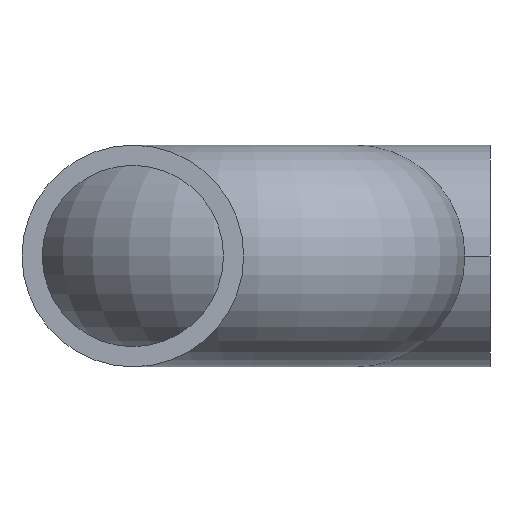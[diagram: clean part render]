
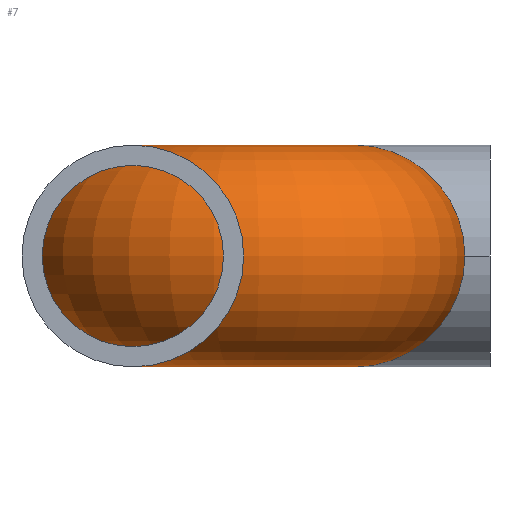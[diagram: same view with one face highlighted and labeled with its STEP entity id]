
A CAD part, front view. The second image highlights one B-rep face of the part: STEP entity #7.
In plain terms, the highlighted toroidal (fillet/blend) face has major radius 45 mm and minor radius 45 mm.
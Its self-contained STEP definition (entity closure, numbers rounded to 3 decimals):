
#3 = DIRECTION ( 'NONE',  ( -1., 0., 0. ) ) ;
#7 = ADVANCED_FACE ( 'NONE', ( #247 ), #296, .T. ) ;
#8 = DIRECTION ( 'NONE',  ( 0., 0., 1. ) ) ;
#29 = AXIS2_PLACEMENT_3D ( 'NONE', #402, #84, #244 ) ;
#36 = CARTESIAN_POINT ( 'NONE',  ( 45., 190., 0. ) ) ;
#37 = CIRCLE ( 'NONE', #29, 45. ) ;
#52 = CARTESIAN_POINT ( 'NONE',  ( 45., 145., 0. ) ) ;
#54 = CARTESIAN_POINT ( 'NONE',  ( 0., 100., 0. ) ) ;
#55 = EDGE_CURVE ( 'NONE', #417, #342, #245, .T. ) ;
#70 = EDGE_LOOP ( 'NONE', ( #231, #207, #161, #157, #242 ) ) ;
#74 = EDGE_CURVE ( 'NONE', #342, #394, #214, .T. ) ;
#84 = DIRECTION ( 'NONE',  ( 0., 1., 0. ) ) ;
#97 = EDGE_CURVE ( 'NONE', #191, #417, #188, .T. ) ;
#103 = DIRECTION ( 'NONE',  ( 0., 0., 1. ) ) ;
#104 = CARTESIAN_POINT ( 'NONE',  ( 0., 100., -45. ) ) ;
#124 = CARTESIAN_POINT ( 'NONE',  ( 0., 100., 45. ) ) ;
#128 = EDGE_CURVE ( 'NONE', #394, #342, #180, .T. ) ;
#157 = ORIENTED_EDGE ( 'NONE', *, *, #55, .T. ) ;
#161 = ORIENTED_EDGE ( 'NONE', *, *, #97, .T. ) ;
#174 = AXIS2_PLACEMENT_3D ( 'NONE', #297, #413, #103 ) ;
#180 = CIRCLE ( 'NONE', #174, 45. ) ;
#182 = AXIS2_PLACEMENT_3D ( 'NONE', #54, #219, #356 ) ;
#188 = CIRCLE ( 'NONE', #182, 45. ) ;
#191 = VERTEX_POINT ( 'NONE', #104 ) ;
#206 = AXIS2_PLACEMENT_3D ( 'NONE', #52, #217, #354 ) ;
#207 = ORIENTED_EDGE ( 'NONE', *, *, #430, .T. ) ;
#210 = CARTESIAN_POINT ( 'NONE',  ( 45., 100., 0. ) ) ;
#214 = CIRCLE ( 'NONE', #206, 45. ) ;
#215 = CARTESIAN_POINT ( 'NONE',  ( 0., 100., 0. ) ) ;
#217 = DIRECTION ( 'NONE',  ( 1., 0., 0. ) ) ;
#219 = DIRECTION ( 'NONE',  ( 0., 1., 0. ) ) ;
#231 = ORIENTED_EDGE ( 'NONE', *, *, #74, .F. ) ;
#236 = AXIS2_PLACEMENT_3D ( 'NONE', #215, #352, #8 ) ;
#242 = ORIENTED_EDGE ( 'NONE', *, *, #128, .F. ) ;
#244 = DIRECTION ( 'NONE',  ( 0., 0., 1. ) ) ;
#245 = CIRCLE ( 'NONE', #236, 45. ) ;
#247 = FACE_OUTER_BOUND ( 'NONE', #70, .T. ) ;
#294 = AXIS2_PLACEMENT_3D ( 'NONE', #210, #347, #3 ) ;
#296 = TOROIDAL_SURFACE ( 'NONE', #294, 45., 45. ) ;
#297 = CARTESIAN_POINT ( 'NONE',  ( 45., 145., 0. ) ) ;
#342 = VERTEX_POINT ( 'NONE', #368 ) ;
#347 = DIRECTION ( 'NONE',  ( 0., 0., -1. ) ) ;
#352 = DIRECTION ( 'NONE',  ( 0., 1., 0. ) ) ;
#354 = DIRECTION ( 'NONE',  ( 0., 0., 1. ) ) ;
#356 = DIRECTION ( 'NONE',  ( 0., 0., 1. ) ) ;
#368 = CARTESIAN_POINT ( 'NONE',  ( 45., 100., 0. ) ) ;
#394 = VERTEX_POINT ( 'NONE', #36 ) ;
#402 = CARTESIAN_POINT ( 'NONE',  ( 0., 100., 0. ) ) ;
#413 = DIRECTION ( 'NONE',  ( 1., 0., 0. ) ) ;
#417 = VERTEX_POINT ( 'NONE', #124 ) ;
#430 = EDGE_CURVE ( 'NONE', #342, #191, #37, .T. ) ;
